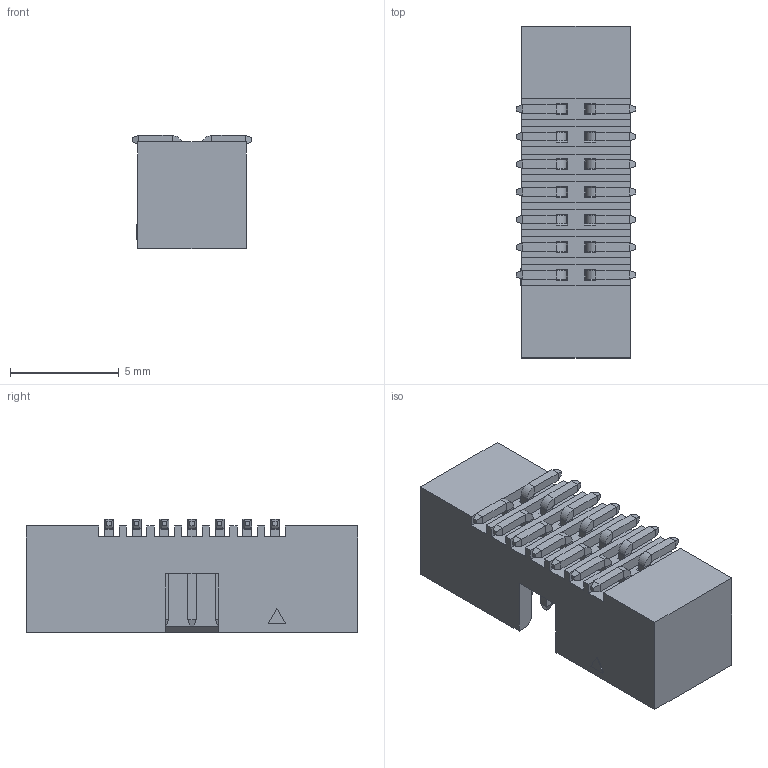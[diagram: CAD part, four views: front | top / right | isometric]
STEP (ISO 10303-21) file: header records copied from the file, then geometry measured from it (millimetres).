
FILE_DESCRIPTION((''),'2;1');
FILE_NAME('2195SM-14X_ASM','2020-12-10T14:43:18',('User'),(''),'CREO PARAMETRIC BY PTC INC, 2018100','CREO PARAMETRIC BY PTC INC, 2018100','');
FILE_SCHEMA(('CONFIG_CONTROL_DESIGN'));
Length unit declared in the file: millimetre
Products named in the file (3): 801-2195-14; 802-2195SM-XXG; 2195SM-14X_ASM
Assembly tree (15 placements, depth 2):
  2195SM-14X_ASM
    801-2195-14
    802-2195SM-XXG  x14
Bounding box: 5.5 x 15.24 x 5.2 mm (x, y, z)
Volume: 218 mm3; surface area: 643.1 mm2
Topology: 15 solids, 15 shells, 471 faces, 1036 edges, 596 vertices
Faces by surface type: plane 443, cylinder 28
Entity records: 5562 total; most frequent: CARTESIAN_POINT 951, ORIENTED_EDGE 928, DIRECTION 874, EDGE_CURVE 464, VECTOR 460, LINE 460, VERTEX_POINT 284, EDGE_LOOP 214
